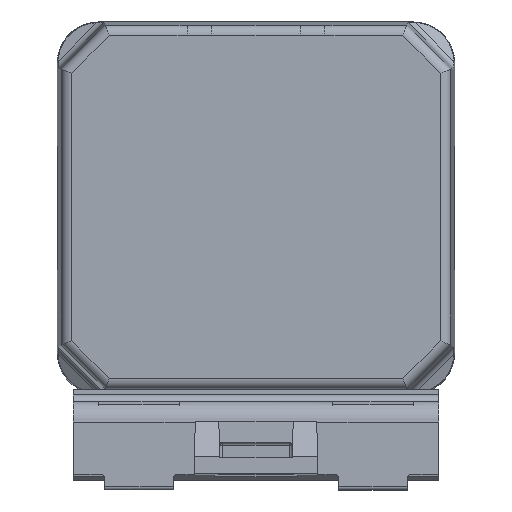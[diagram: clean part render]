
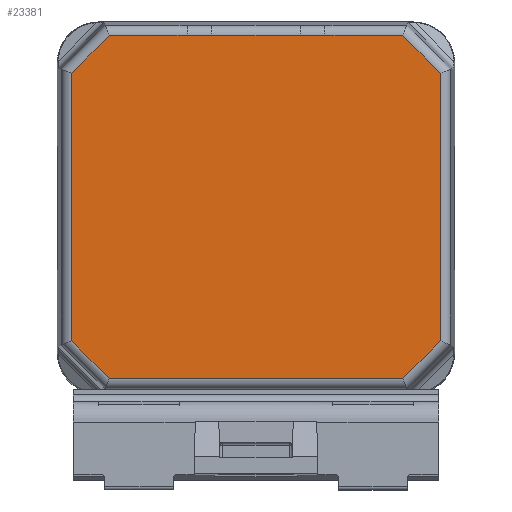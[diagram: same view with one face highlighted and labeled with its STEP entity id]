
A CAD part, top view. The second image highlights one B-rep face of the part: STEP entity #23381.
In plain terms, the highlighted planar face has unit normal (0, 0, 1).
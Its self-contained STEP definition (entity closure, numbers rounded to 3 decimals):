
#277 = CARTESIAN_POINT ( 'NONE',  ( -24.111, -8.804, 30.129 ) ) ;
#573 = VECTOR ( 'NONE', #27310, 1000. ) ;
#649 = DIRECTION ( 'NONE',  ( 0., -1., 0. ) ) ;
#765 = EDGE_CURVE ( 'NONE', #26150, #9189, #33829, .T. ) ;
#1063 = CARTESIAN_POINT ( 'NONE',  ( 8.076, 20.883, 30.129 ) ) ;
#1484 = LINE ( 'NONE', #21632, #23698 ) ;
#1643 = EDGE_CURVE ( 'NONE', #8688, #25028, #18200, .T. ) ;
#2613 = LINE ( 'NONE', #10353, #27107 ) ;
#2644 = CARTESIAN_POINT ( 'NONE',  ( 4.389, 24.57, 30.129 ) ) ;
#2762 = LINE ( 'NONE', #34673, #12637 ) ;
#3148 = EDGE_CURVE ( 'NONE', #25165, #9270, #21984, .T. ) ;
#3222 = EDGE_CURVE ( 'NONE', #25028, #34751, #1484, .T. ) ;
#3241 = VECTOR ( 'NONE', #649, 1000. ) ;
#3252 = CARTESIAN_POINT ( 'NONE',  ( 4.389, -8.804, 30.129 ) ) ;
#4032 = CARTESIAN_POINT ( 'NONE',  ( -40.029, 7.115, 30.129 ) ) ;
#4966 = AXIS2_PLACEMENT_3D ( 'NONE', #15407, #7190, #27048 ) ;
#5463 = VERTEX_POINT ( 'NONE', #1063 ) ;
#5477 = LINE ( 'NONE', #35606, #573 ) ;
#6140 = ORIENTED_EDGE ( 'NONE', *, *, #765, .T. ) ;
#6284 = CARTESIAN_POINT ( 'NONE',  ( -27.798, -5.117, 30.129 ) ) ;
#6444 = ORIENTED_EDGE ( 'NONE', *, *, #19663, .T. ) ;
#7079 = ORIENTED_EDGE ( 'NONE', *, *, #15396, .T. ) ;
#7130 = ORIENTED_EDGE ( 'NONE', *, *, #35078, .T. ) ;
#7190 = DIRECTION ( 'NONE',  ( 0., 0., -1. ) ) ;
#7693 = ORIENTED_EDGE ( 'NONE', *, *, #3148, .T. ) ;
#8688 = VERTEX_POINT ( 'NONE', #13721 ) ;
#9137 = DIRECTION ( 'NONE',  ( 0., 1., 0. ) ) ;
#9159 = EDGE_CURVE ( 'NONE', #22477, #5463, #2762, .T. ) ;
#9189 = VERTEX_POINT ( 'NONE', #3252 ) ;
#9222 = LINE ( 'NONE', #28133, #23413 ) ;
#9270 = VERTEX_POINT ( 'NONE', #29250 ) ;
#9562 = ORIENTED_EDGE ( 'NONE', *, *, #3222, .T. ) ;
#9652 = EDGE_CURVE ( 'NONE', #9270, #28129, #33015, .T. ) ;
#10277 = VECTOR ( 'NONE', #32427, 1000. ) ;
#10353 = CARTESIAN_POINT ( 'NONE',  ( -25.954, 22.726, 30.129 ) ) ;
#10355 = ORIENTED_EDGE ( 'NONE', *, *, #9159, .T. ) ;
#10607 = CARTESIAN_POINT ( 'NONE',  ( -25.186, 24.57, 30.129 ) ) ;
#11989 = ORIENTED_EDGE ( 'NONE', *, *, #12535, .T. ) ;
#12198 = CARTESIAN_POINT ( 'NONE',  ( -25.186, -8.804, 30.129 ) ) ;
#12535 = EDGE_CURVE ( 'NONE', #9189, #22477, #9222, .T. ) ;
#12637 = VECTOR ( 'NONE', #9137, 1000. ) ;
#12831 = CARTESIAN_POINT ( 'NONE',  ( -16.561, 24.57, 30.129 ) ) ;
#13631 = DIRECTION ( 'NONE',  ( -1., 0., 0. ) ) ;
#13721 = CARTESIAN_POINT ( 'NONE',  ( -14.161, 24.57, 30.129 ) ) ;
#13967 = CARTESIAN_POINT ( 'NONE',  ( -25.186, 24.57, 30.129 ) ) ;
#14380 = DIRECTION ( 'NONE',  ( 0.707, 0.707, 0. ) ) ;
#14463 = VECTOR ( 'NONE', #27567, 1000. ) ;
#15396 = EDGE_CURVE ( 'NONE', #33346, #26150, #21820, .T. ) ;
#15407 = CARTESIAN_POINT ( 'NONE',  ( -25.186, 21.958, 30.129 ) ) ;
#15470 = ORIENTED_EDGE ( 'NONE', *, *, #26906, .T. ) ;
#16636 = LINE ( 'NONE', #34553, #3241 ) ;
#17352 = CARTESIAN_POINT ( 'NONE',  ( -24.111, 24.57, 30.129 ) ) ;
#18144 = CARTESIAN_POINT ( 'NONE',  ( 8.076, -5.117, 30.129 ) ) ;
#18200 = LINE ( 'NONE', #13967, #25308 ) ;
#18639 = CARTESIAN_POINT ( 'NONE',  ( -9.093, 38.051, 30.129 ) ) ;
#19433 = VECTOR ( 'NONE', #21833, 1000. ) ;
#19631 = CARTESIAN_POINT ( 'NONE',  ( -5.561, 24.57, 30.129 ) ) ;
#19663 = EDGE_CURVE ( 'NONE', #30448, #33346, #16636, .T. ) ;
#20492 = DIRECTION ( 'NONE',  ( 1., 0., 0. ) ) ;
#21632 = CARTESIAN_POINT ( 'NONE',  ( -25.186, 24.57, 30.129 ) ) ;
#21820 = LINE ( 'NONE', #4032, #10277 ) ;
#21833 = DIRECTION ( 'NONE',  ( -0.707, 0.707, 0. ) ) ;
#21984 = LINE ( 'NONE', #24452, #14463 ) ;
#22279 = VECTOR ( 'NONE', #13631, 1000. ) ;
#22477 = VERTEX_POINT ( 'NONE', #18144 ) ;
#23381 = ADVANCED_FACE ( 'NONE', ( #30398 ), #32836, .F. ) ;
#23413 = VECTOR ( 'NONE', #14380, 1000. ) ;
#23698 = VECTOR ( 'NONE', #24576, 1000. ) ;
#24452 = CARTESIAN_POINT ( 'NONE',  ( -25.186, 24.57, 30.129 ) ) ;
#24576 = DIRECTION ( 'NONE',  ( -1., 0., 0. ) ) ;
#25028 = VERTEX_POINT ( 'NONE', #12831 ) ;
#25165 = VERTEX_POINT ( 'NONE', #2644 ) ;
#25308 = VECTOR ( 'NONE', #36352, 1000. ) ;
#25772 = VECTOR ( 'NONE', #20492, 1000. ) ;
#26150 = VERTEX_POINT ( 'NONE', #277 ) ;
#26906 = EDGE_CURVE ( 'NONE', #28129, #8688, #5477, .T. ) ;
#26969 = LINE ( 'NONE', #18639, #19433 ) ;
#27048 = DIRECTION ( 'NONE',  ( -1., 0., 0. ) ) ;
#27107 = VECTOR ( 'NONE', #36027, 1000. ) ;
#27310 = DIRECTION ( 'NONE',  ( -1., 0., 0. ) ) ;
#27567 = DIRECTION ( 'NONE',  ( -1., 0., 0. ) ) ;
#27973 = EDGE_LOOP ( 'NONE', ( #7693, #28497, #15470, #31554, #9562, #7130, #6444, #7079, #6140, #11989, #10355, #34733 ) ) ;
#28129 = VERTEX_POINT ( 'NONE', #19631 ) ;
#28133 = CARTESIAN_POINT ( 'NONE',  ( 4.982, -8.21, 30.129 ) ) ;
#28497 = ORIENTED_EDGE ( 'NONE', *, *, #9652, .T. ) ;
#29250 = CARTESIAN_POINT ( 'NONE',  ( -3.161, 24.57, 30.129 ) ) ;
#30398 = FACE_OUTER_BOUND ( 'NONE', #27973, .T. ) ;
#30448 = VERTEX_POINT ( 'NONE', #34227 ) ;
#31554 = ORIENTED_EDGE ( 'NONE', *, *, #1643, .T. ) ;
#32078 = EDGE_CURVE ( 'NONE', #5463, #25165, #26969, .T. ) ;
#32427 = DIRECTION ( 'NONE',  ( 0.707, -0.707, 0. ) ) ;
#32836 = PLANE ( 'NONE',  #4966 ) ;
#33015 = LINE ( 'NONE', #10607, #22279 ) ;
#33346 = VERTEX_POINT ( 'NONE', #6284 ) ;
#33829 = LINE ( 'NONE', #12198, #25772 ) ;
#34227 = CARTESIAN_POINT ( 'NONE',  ( -27.798, 20.883, 30.129 ) ) ;
#34553 = CARTESIAN_POINT ( 'NONE',  ( -27.798, 21.958, 30.129 ) ) ;
#34673 = CARTESIAN_POINT ( 'NONE',  ( 8.076, 21.958, 30.129 ) ) ;
#34733 = ORIENTED_EDGE ( 'NONE', *, *, #32078, .T. ) ;
#34751 = VERTEX_POINT ( 'NONE', #17352 ) ;
#35078 = EDGE_CURVE ( 'NONE', #34751, #30448, #2613, .T. ) ;
#35606 = CARTESIAN_POINT ( 'NONE',  ( -25.186, 24.57, 30.129 ) ) ;
#36027 = DIRECTION ( 'NONE',  ( -0.707, -0.707, 0. ) ) ;
#36352 = DIRECTION ( 'NONE',  ( -1., 0., 0. ) ) ;
